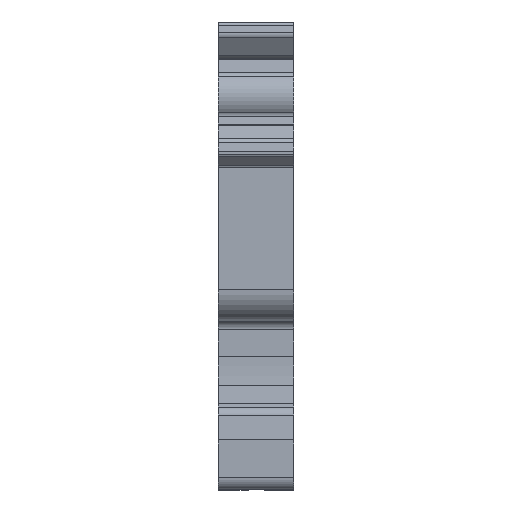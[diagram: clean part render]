
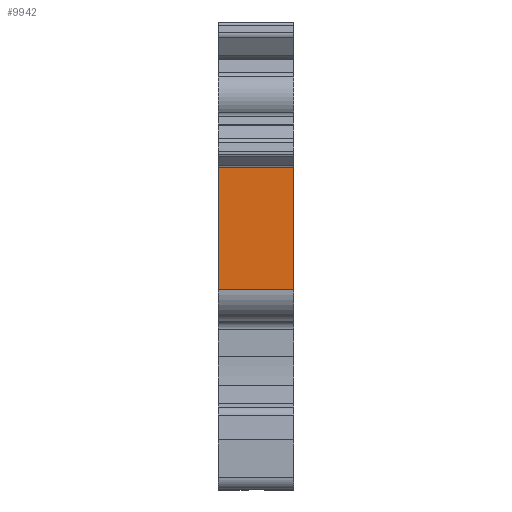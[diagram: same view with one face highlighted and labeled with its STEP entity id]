
A CAD part, left-side view. The second image highlights one B-rep face of the part: STEP entity #9942.
In plain terms, the highlighted planar face has unit normal (-1, 0, 0).
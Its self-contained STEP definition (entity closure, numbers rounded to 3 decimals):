
#436 = CARTESIAN_POINT ( 'NONE',  ( -43.5, 0., 8.734 ) ) ;
#724 = ORIENTED_EDGE ( 'NONE', *, *, #10347, .F. ) ;
#2336 = ORIENTED_EDGE ( 'NONE', *, *, #25508, .T. ) ;
#5206 = CARTESIAN_POINT ( 'NONE',  ( -43.5, 6., 18.488 ) ) ;
#6660 = CARTESIAN_POINT ( 'NONE',  ( -43.5, 0., 18.488 ) ) ;
#6965 = CARTESIAN_POINT ( 'NONE',  ( -43.5, 0., 8.734 ) ) ;
#8728 = EDGE_CURVE ( 'NONE', #35842, #27072, #12587, .T. ) ;
#8843 = VECTOR ( 'NONE', #9064, 1000. ) ;
#9064 = DIRECTION ( 'NONE',  ( 0., 1., 0. ) ) ;
#9155 = LINE ( 'NONE', #436, #34101 ) ;
#9437 = AXIS2_PLACEMENT_3D ( 'NONE', #27535, #39940, #12162 ) ;
#9942 = ADVANCED_FACE ( 'NONE', ( #30581 ), #15170, .T. ) ;
#10347 = EDGE_CURVE ( 'NONE', #27850, #33830, #27289, .T. ) ;
#12162 = DIRECTION ( 'NONE',  ( 0., 1., 0. ) ) ;
#12587 = LINE ( 'NONE', #6660, #31398 ) ;
#15170 = PLANE ( 'NONE',  #9437 ) ;
#15212 = DIRECTION ( 'NONE',  ( 0., 0., 1. ) ) ;
#16911 = CARTESIAN_POINT ( 'NONE',  ( -43.5, 6., 18.488 ) ) ;
#17354 = ORIENTED_EDGE ( 'NONE', *, *, #8728, .T. ) ;
#18303 = CARTESIAN_POINT ( 'NONE',  ( -43.5, 0., 18.488 ) ) ;
#18814 = ORIENTED_EDGE ( 'NONE', *, *, #39754, .F. ) ;
#25508 = EDGE_CURVE ( 'NONE', #27072, #33830, #30552, .T. ) ;
#27072 = VERTEX_POINT ( 'NONE', #18303 ) ;
#27289 = LINE ( 'NONE', #5206, #29545 ) ;
#27535 = CARTESIAN_POINT ( 'NONE',  ( -43.5, 0., 18.488 ) ) ;
#27850 = VERTEX_POINT ( 'NONE', #38006 ) ;
#29545 = VECTOR ( 'NONE', #30524, 1000. ) ;
#30524 = DIRECTION ( 'NONE',  ( 0., 0., 1. ) ) ;
#30552 = LINE ( 'NONE', #40120, #8843 ) ;
#30581 = FACE_OUTER_BOUND ( 'NONE', #32531, .T. ) ;
#31398 = VECTOR ( 'NONE', #15212, 1000. ) ;
#32531 = EDGE_LOOP ( 'NONE', ( #724, #18814, #17354, #2336 ) ) ;
#33830 = VERTEX_POINT ( 'NONE', #16911 ) ;
#34101 = VECTOR ( 'NONE', #37577, 1000. ) ;
#35842 = VERTEX_POINT ( 'NONE', #6965 ) ;
#37577 = DIRECTION ( 'NONE',  ( 0., 1., 0. ) ) ;
#38006 = CARTESIAN_POINT ( 'NONE',  ( -43.5, 6., 8.734 ) ) ;
#39754 = EDGE_CURVE ( 'NONE', #35842, #27850, #9155, .T. ) ;
#39940 = DIRECTION ( 'NONE',  ( -1., 0., 0. ) ) ;
#40120 = CARTESIAN_POINT ( 'NONE',  ( -43.5, 0., 18.488 ) ) ;
